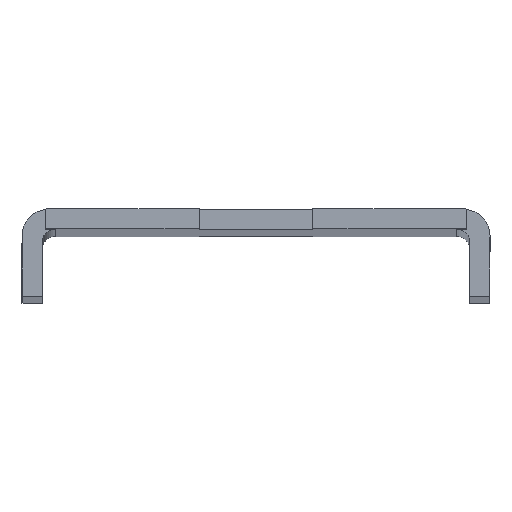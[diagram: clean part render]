
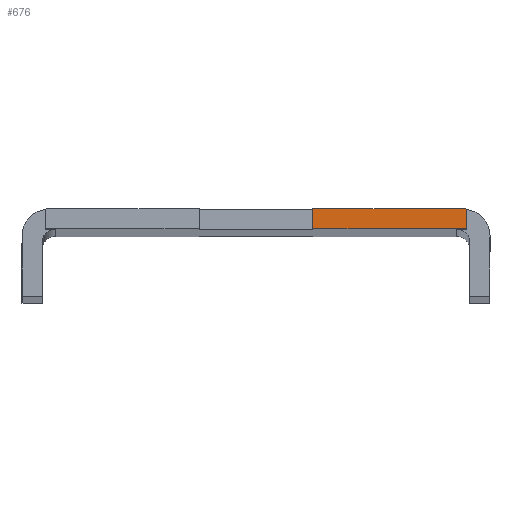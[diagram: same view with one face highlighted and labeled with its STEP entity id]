
A CAD part, top view. The second image highlights one B-rep face of the part: STEP entity #676.
In plain terms, the highlighted planar face has unit normal (0, 0, 1).
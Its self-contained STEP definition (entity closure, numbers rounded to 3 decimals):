
#4 = CARTESIAN_POINT ( 'NONE',  ( 66., 13., 669. ) ) ;
#79 = DIRECTION ( 'NONE',  ( 1., 0., 0. ) ) ;
#85 = LINE ( 'NONE', #983, #466 ) ;
#95 = CARTESIAN_POINT ( 'NONE',  ( 66.5, 12.969, 669. ) ) ;
#130 = CARTESIAN_POINT ( 'NONE',  ( 43.5, 9., 669. ) ) ;
#178 = ORIENTED_EDGE ( 'NONE', *, *, #268, .T. ) ;
#213 = VECTOR ( 'NONE', #811, 1000. ) ;
#268 = EDGE_CURVE ( 'NONE', #702, #367, #1139, .T. ) ;
#295 = VECTOR ( 'NONE', #893, 1000. ) ;
#308 = ORIENTED_EDGE ( 'NONE', *, *, #1090, .F. ) ;
#367 = VERTEX_POINT ( 'NONE', #95 ) ;
#379 = DIRECTION ( 'NONE',  ( 0., 0., 1. ) ) ;
#417 = LINE ( 'NONE', #1240, #627 ) ;
#466 = VECTOR ( 'NONE', #1057, 1000. ) ;
#476 = ORIENTED_EDGE ( 'NONE', *, *, #924, .T. ) ;
#480 = FACE_OUTER_BOUND ( 'NONE', #1194, .T. ) ;
#488 = CARTESIAN_POINT ( 'NONE',  ( 43.5, 10., 669. ) ) ;
#499 = EDGE_CURVE ( 'NONE', #1248, #1288, #417, .T. ) ;
#514 = LINE ( 'NONE', #130, #213 ) ;
#524 = AXIS2_PLACEMENT_3D ( 'NONE', #1077, #1148, #870 ) ;
#529 = ORIENTED_EDGE ( 'NONE', *, *, #787, .T. ) ;
#627 = VECTOR ( 'NONE', #713, 1000. ) ;
#676 = ADVANCED_FACE ( 'NONE', ( #480 ), #882, .T. ) ;
#680 = VERTEX_POINT ( 'NONE', #488 ) ;
#702 = VERTEX_POINT ( 'NONE', #786 ) ;
#713 = DIRECTION ( 'NONE',  ( -1., 0., 0. ) ) ;
#756 = AXIS2_PLACEMENT_3D ( 'NONE', #1273, #379, #79 ) ;
#786 = CARTESIAN_POINT ( 'NONE',  ( 66.5, 10., 669. ) ) ;
#787 = EDGE_CURVE ( 'NONE', #680, #702, #85, .T. ) ;
#811 = DIRECTION ( 'NONE',  ( 0., 1., 0. ) ) ;
#870 = DIRECTION ( 'NONE',  ( 1., 0., 0. ) ) ;
#882 = PLANE ( 'NONE',  #756 ) ;
#893 = DIRECTION ( 'NONE',  ( 0., 1., 0. ) ) ;
#924 = EDGE_CURVE ( 'NONE', #367, #1248, #1234, .T. ) ;
#983 = CARTESIAN_POINT ( 'NONE',  ( 5., 10., 669. ) ) ;
#1057 = DIRECTION ( 'NONE',  ( 1., 0., 0. ) ) ;
#1077 = CARTESIAN_POINT ( 'NONE',  ( 66., 9., 669. ) ) ;
#1090 = EDGE_CURVE ( 'NONE', #680, #1288, #514, .T. ) ;
#1091 = CARTESIAN_POINT ( 'NONE',  ( 66.5, 0., 669. ) ) ;
#1132 = ORIENTED_EDGE ( 'NONE', *, *, #499, .T. ) ;
#1139 = LINE ( 'NONE', #1091, #295 ) ;
#1148 = DIRECTION ( 'NONE',  ( 0., 0., 1. ) ) ;
#1194 = EDGE_LOOP ( 'NONE', ( #529, #178, #476, #1132, #308 ) ) ;
#1228 = CARTESIAN_POINT ( 'NONE',  ( 43.5, 13., 669. ) ) ;
#1234 = CIRCLE ( 'NONE', #524, 4. ) ;
#1240 = CARTESIAN_POINT ( 'NONE',  ( 4., 13., 669. ) ) ;
#1248 = VERTEX_POINT ( 'NONE', #4 ) ;
#1273 = CARTESIAN_POINT ( 'NONE',  ( 4., 9., 669. ) ) ;
#1288 = VERTEX_POINT ( 'NONE', #1228 ) ;
